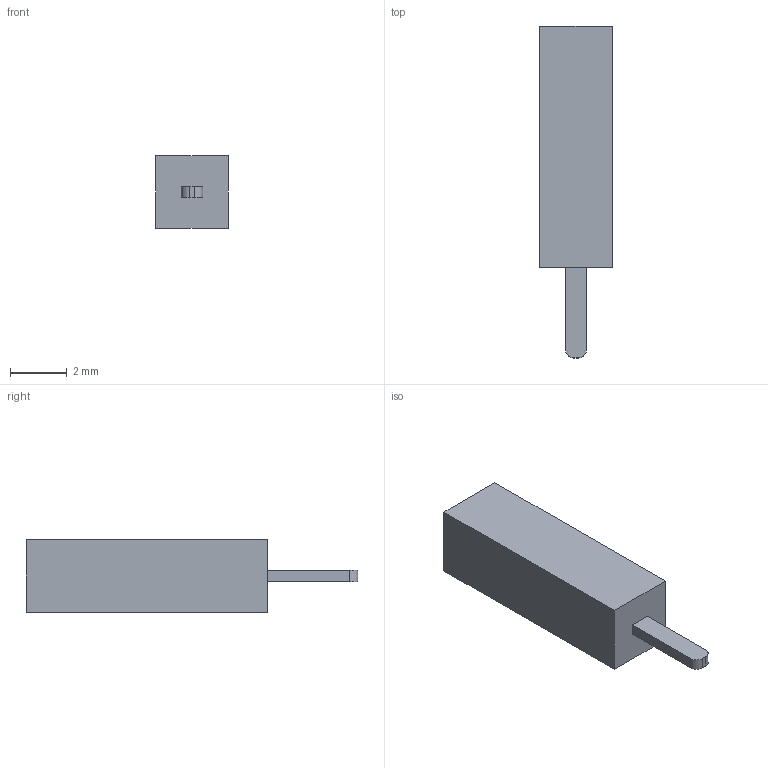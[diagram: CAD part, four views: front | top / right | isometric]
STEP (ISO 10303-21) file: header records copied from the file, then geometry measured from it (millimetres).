
FILE_DESCRIPTION (( 'STEP AP214' ), '1' );
FILE_NAME ('User Library-Header_Fem_1X6.STEP', '2019-02-28T19:45:14', ( '' ), ( '' ), 'SwSTEP 2.0', 'SolidWorks 2017', '' );
FILE_SCHEMA (( 'AUTOMOTIVE_DESIGN' ));
Length unit declared in the file: millimetre
Products named in the file (1): User Library-Header_Fem_1X6
Bounding box: 2.54 x 11.7 x 2.54 mm (x, y, z)
Volume: 52.3 mm3; surface area: 126.1 mm2
Topology: 1 solids, 1 shells, 22 faces, 50 edges, 32 vertices
Faces by surface type: plane 20, cylinder 2
Entity records: 882 total; most frequent: CARTESIAN_POINT 105, DIRECTION 100, ORIENTED_EDGE 100, EDGE_CURVE 50, VECTOR 46, LINE 46, VERTEX_POINT 32, AXIS2_PLACEMENT_3D 27
